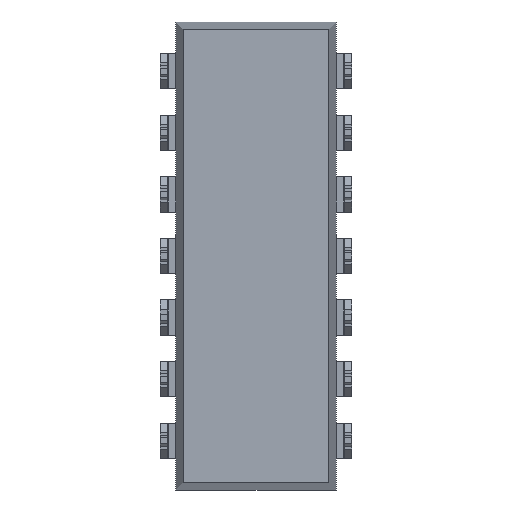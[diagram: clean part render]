
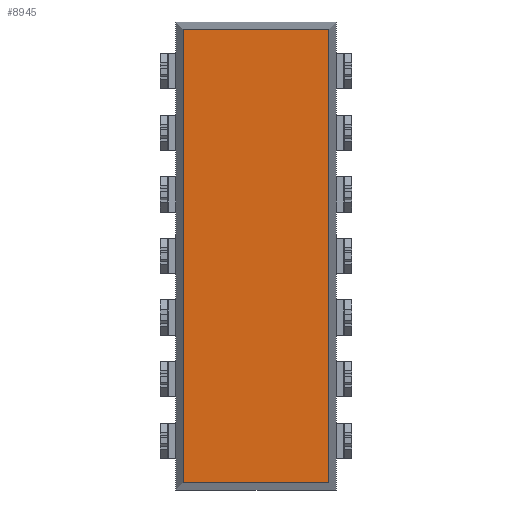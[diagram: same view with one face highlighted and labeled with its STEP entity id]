
A CAD part, front view. The second image highlights one B-rep face of the part: STEP entity #8945.
In plain terms, the highlighted planar face has unit normal (0, -1, 0).
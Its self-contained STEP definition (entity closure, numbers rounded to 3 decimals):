
#340 = VECTOR ( 'NONE', #1284, 1000. ) ;
#415 = CARTESIAN_POINT ( 'NONE',  ( 9.345, 0.381, 2.995 ) ) ;
#458 = LINE ( 'NONE', #6370, #340 ) ;
#479 = ORIENTED_EDGE ( 'NONE', *, *, #5774, .T. ) ;
#1047 = CARTESIAN_POINT ( 'NONE',  ( -9.345, 0.381, -2.995 ) ) ;
#1056 = LINE ( 'NONE', #3341, #4713 ) ;
#1223 = DIRECTION ( 'NONE',  ( 0., -1., 0. ) ) ;
#1284 = DIRECTION ( 'NONE',  ( 1., 0., 0. ) ) ;
#1559 = ORIENTED_EDGE ( 'NONE', *, *, #7125, .T. ) ;
#1726 = VERTEX_POINT ( 'NONE', #9223 ) ;
#1955 = DIRECTION ( 'NONE',  ( 0., 0., -1. ) ) ;
#2179 = LINE ( 'NONE', #8002, #2865 ) ;
#2383 = FACE_OUTER_BOUND ( 'NONE', #8242, .T. ) ;
#2865 = VECTOR ( 'NONE', #5747, 1000. ) ;
#3041 = VERTEX_POINT ( 'NONE', #415 ) ;
#3341 = CARTESIAN_POINT ( 'NONE',  ( 9.652, 0.381, 2.995 ) ) ;
#3842 = VERTEX_POINT ( 'NONE', #6166 ) ;
#4215 = CARTESIAN_POINT ( 'NONE',  ( 9.345, 0.381, -3.302 ) ) ;
#4713 = VECTOR ( 'NONE', #7070, 1000. ) ;
#4995 = ORIENTED_EDGE ( 'NONE', *, *, #8959, .T. ) ;
#5079 = DIRECTION ( 'NONE',  ( 0., 0., 1. ) ) ;
#5747 = DIRECTION ( 'NONE',  ( 0., 0., -1. ) ) ;
#5774 = EDGE_CURVE ( 'NONE', #1726, #3041, #9347, .T. ) ;
#6130 = VECTOR ( 'NONE', #5079, 1000. ) ;
#6166 = CARTESIAN_POINT ( 'NONE',  ( -9.345, 0.381, 2.995 ) ) ;
#6268 = ORIENTED_EDGE ( 'NONE', *, *, #8475, .T. ) ;
#6370 = CARTESIAN_POINT ( 'NONE',  ( -9.652, 0.381, -2.995 ) ) ;
#7017 = VERTEX_POINT ( 'NONE', #1047 ) ;
#7070 = DIRECTION ( 'NONE',  ( -1., 0., 0. ) ) ;
#7079 = PLANE ( 'NONE',  #8750 ) ;
#7125 = EDGE_CURVE ( 'NONE', #3041, #3842, #1056, .T. ) ;
#7807 = CARTESIAN_POINT ( 'NONE',  ( 0., 0.381, 0. ) ) ;
#8002 = CARTESIAN_POINT ( 'NONE',  ( -9.345, 0.381, 3.302 ) ) ;
#8242 = EDGE_LOOP ( 'NONE', ( #4995, #479, #1559, #6268 ) ) ;
#8475 = EDGE_CURVE ( 'NONE', #3842, #7017, #2179, .T. ) ;
#8750 = AXIS2_PLACEMENT_3D ( 'NONE', #7807, #1223, #1955 ) ;
#8945 = ADVANCED_FACE ( 'NONE', ( #2383 ), #7079, .T. ) ;
#8959 = EDGE_CURVE ( 'NONE', #7017, #1726, #458, .T. ) ;
#9223 = CARTESIAN_POINT ( 'NONE',  ( 9.345, 0.381, -2.995 ) ) ;
#9347 = LINE ( 'NONE', #4215, #6130 ) ;
